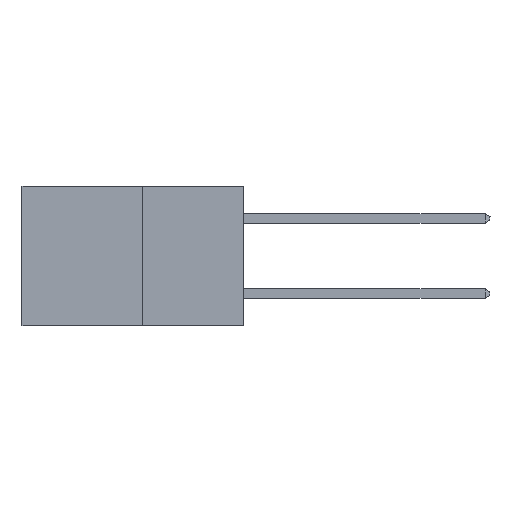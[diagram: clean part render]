
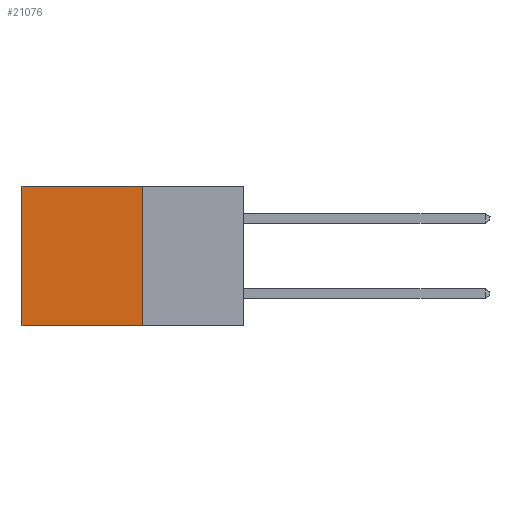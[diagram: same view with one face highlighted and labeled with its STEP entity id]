
A CAD part, left-side view. The second image highlights one B-rep face of the part: STEP entity #21076.
In plain terms, the highlighted planar face has unit normal (-1, 0, 0).
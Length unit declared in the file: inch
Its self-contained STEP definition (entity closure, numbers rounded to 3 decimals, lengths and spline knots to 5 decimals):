
#1325 = CARTESIAN_POINT ( 'NONE',  ( 0.277, 0.59, -0.37 ) ) ;
#2101 = VERTEX_POINT ( 'NONE', #12186 ) ;
#2667 = CARTESIAN_POINT ( 'NONE',  ( 0.277, 0.27, 0. ) ) ;
#2955 = EDGE_LOOP ( 'NONE', ( #4024, #4724, #26873, #16886 ) ) ;
#3387 = EDGE_CURVE ( 'NONE', #3566, #29663, #19901, .T. ) ;
#3566 = VERTEX_POINT ( 'NONE', #13515 ) ;
#4024 = ORIENTED_EDGE ( 'NONE', *, *, #3387, .T. ) ;
#4123 = EDGE_CURVE ( 'NONE', #20208, #3566, #18675, .T. ) ;
#4724 = ORIENTED_EDGE ( 'NONE', *, *, #9680, .F. ) ;
#5221 = DIRECTION ( 'NONE',  ( 0., 0., -1. ) ) ;
#5716 = CARTESIAN_POINT ( 'NONE',  ( 0.277, 0.27, -0.37 ) ) ;
#9680 = EDGE_CURVE ( 'NONE', #2101, #29663, #19464, .T. ) ;
#9728 = VECTOR ( 'NONE', #15940, 39.37008 ) ;
#10536 = LINE ( 'NONE', #13361, #9728 ) ;
#11058 = CARTESIAN_POINT ( 'NONE',  ( 0.277, 0.27, -0.37 ) ) ;
#12186 = CARTESIAN_POINT ( 'NONE',  ( 0.277, 0.27, -0.37 ) ) ;
#13361 = CARTESIAN_POINT ( 'NONE',  ( 0.277, 0.27, -0.37 ) ) ;
#13515 = CARTESIAN_POINT ( 'NONE',  ( 0.277, 0.59, 0. ) ) ;
#13659 = DIRECTION ( 'NONE',  ( 0., 0., -1. ) ) ;
#15940 = DIRECTION ( 'NONE',  ( 0., 0., -1. ) ) ;
#16886 = ORIENTED_EDGE ( 'NONE', *, *, #4123, .T. ) ;
#17842 = CARTESIAN_POINT ( 'NONE',  ( 0.277, 0.27, 0. ) ) ;
#18675 = LINE ( 'NONE', #2667, #32206 ) ;
#19464 = LINE ( 'NONE', #5716, #32207 ) ;
#19901 = LINE ( 'NONE', #28196, #32655 ) ;
#20208 = VERTEX_POINT ( 'NONE', #17842 ) ;
#20310 = EDGE_CURVE ( 'NONE', #20208, #2101, #10536, .T. ) ;
#20715 = DIRECTION ( 'NONE',  ( 0., 1., 0. ) ) ;
#21076 = ADVANCED_FACE ( 'NONE', ( #33228 ), #21222, .F. ) ;
#21222 = PLANE ( 'NONE',  #27596 ) ;
#23653 = DIRECTION ( 'NONE',  ( 0., 1., 0. ) ) ;
#26873 = ORIENTED_EDGE ( 'NONE', *, *, #20310, .F. ) ;
#27596 = AXIS2_PLACEMENT_3D ( 'NONE', #11058, #28892, #13659 ) ;
#28196 = CARTESIAN_POINT ( 'NONE',  ( 0.277, 0.59, -0.37 ) ) ;
#28892 = DIRECTION ( 'NONE',  ( 1., 0., 0. ) ) ;
#29663 = VERTEX_POINT ( 'NONE', #1325 ) ;
#32206 = VECTOR ( 'NONE', #20715, 39.37008 ) ;
#32207 = VECTOR ( 'NONE', #23653, 39.37008 ) ;
#32655 = VECTOR ( 'NONE', #5221, 39.37008 ) ;
#33228 = FACE_OUTER_BOUND ( 'NONE', #2955, .T. ) ;
